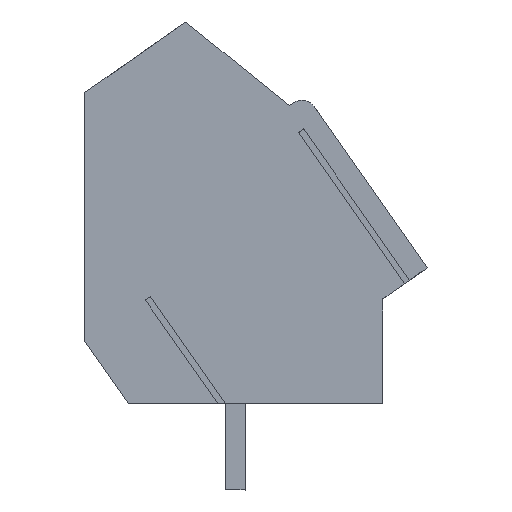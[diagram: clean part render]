
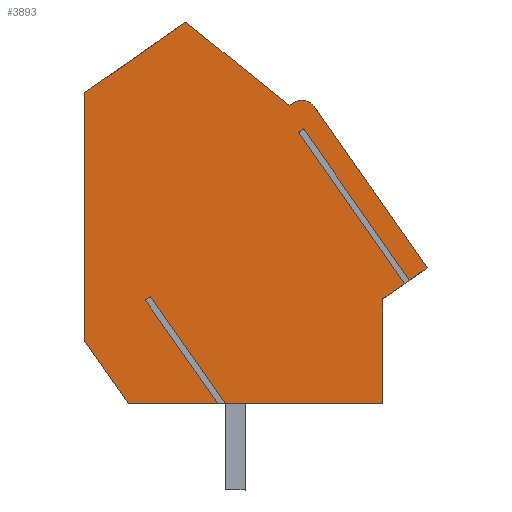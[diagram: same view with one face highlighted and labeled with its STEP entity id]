
A CAD part, left-side view. The second image highlights one B-rep face of the part: STEP entity #3893.
In plain terms, the highlighted planar face has unit normal (-1, 0, 0).
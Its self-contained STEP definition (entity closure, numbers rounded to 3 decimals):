
#2472=AXIS2_PLACEMENT_3D('Circle Axis2P3D',#2470,#2471,$) ;
#3833=AXIS2_PLACEMENT_3D('Plane Axis2P3D',#3830,#3831,#3832) ;
#2118=CARTESIAN_POINT('Vertex',(0.,1.8,3.5)) ;
#2121=CARTESIAN_POINT('Line Origine',(0.,4.996,3.5)) ;
#2125=CARTESIAN_POINT('Vertex',(0.,8.192,3.5)) ;
#2146=CARTESIAN_POINT('Vertex',(0.,8.496,3.5)) ;
#2149=CARTESIAN_POINT('Line Origine',(0.,10.312,3.5)) ;
#2153=CARTESIAN_POINT('Vertex',(0.,12.128,3.5)) ;
#2241=CARTESIAN_POINT('Line Origine',(0.,13.014,4.765)) ;
#2245=CARTESIAN_POINT('Vertex',(0.,13.9,6.03)) ;
#2266=CARTESIAN_POINT('Line Origine',(0.,13.9,11.081)) ;
#2270=CARTESIAN_POINT('Vertex',(0.,13.9,16.132)) ;
#2359=CARTESIAN_POINT('Line Origine',(0.,11.852,17.566)) ;
#2363=CARTESIAN_POINT('Vertex',(0.,9.804,19.)) ;
#2420=CARTESIAN_POINT('Line Origine',(0.,7.696,17.302)) ;
#2424=CARTESIAN_POINT('Vertex',(0.,5.588,15.604)) ;
#2445=CARTESIAN_POINT('Line Origine',(0.,5.506,15.662)) ;
#2449=CARTESIAN_POINT('Vertex',(0.,5.424,15.719)) ;
#2470=CARTESIAN_POINT('Axis2P3D Location',(0.,5.08,15.227)) ;
#2474=CARTESIAN_POINT('Vertex',(0.,4.589,15.572)) ;
#2495=CARTESIAN_POINT('Line Origine',(0.,2.294,12.295)) ;
#2499=CARTESIAN_POINT('Vertex',(0.,0.,9.018)) ;
#2588=CARTESIAN_POINT('Line Origine',(0.,0.358,8.767)) ;
#2592=CARTESIAN_POINT('Vertex',(0.,0.717,8.516)) ;
#2613=CARTESIAN_POINT('Vertex',(0.,0.921,8.373)) ;
#2616=CARTESIAN_POINT('Line Origine',(0.,1.361,8.066)) ;
#2620=CARTESIAN_POINT('Vertex',(0.,1.8,7.758)) ;
#3817=CARTESIAN_POINT('Line Origine',(0.,1.8,5.629)) ;
#3830=CARTESIAN_POINT('Axis2P3D Location',(0.,13.9,0.)) ;
#3835=CARTESIAN_POINT('Line Origine',(0.,9.972,5.608)) ;
#3839=CARTESIAN_POINT('Vertex',(0.,11.448,7.716)) ;
#3842=CARTESIAN_POINT('Line Origine',(0.,11.346,7.788)) ;
#3846=CARTESIAN_POINT('Vertex',(0.,11.244,7.859)) ;
#3849=CARTESIAN_POINT('Line Origine',(0.,9.718,5.68)) ;
#3854=CARTESIAN_POINT('Line Origine',(0.,3.072,11.445)) ;
#3858=CARTESIAN_POINT('Vertex',(0.,5.223,14.517)) ;
#3861=CARTESIAN_POINT('Line Origine',(0.,5.121,14.588)) ;
#3865=CARTESIAN_POINT('Vertex',(0.,5.019,14.66)) ;
#3868=CARTESIAN_POINT('Line Origine',(0.,2.868,11.588)) ;
#2122=DIRECTION('Vector Direction',(0.,1.,0.)) ;
#2150=DIRECTION('Vector Direction',(0.,1.,0.)) ;
#2242=DIRECTION('Vector Direction',(0.,0.574,0.819)) ;
#2267=DIRECTION('Vector Direction',(0.,0.,1.)) ;
#2360=DIRECTION('Vector Direction',(0.,-0.819,0.574)) ;
#2421=DIRECTION('Vector Direction',(0.,-0.779,-0.627)) ;
#2446=DIRECTION('Vector Direction',(0.,-0.819,0.574)) ;
#2471=DIRECTION('Axis2P3D Direction',(-1.,0.,0.)) ;
#2496=DIRECTION('Vector Direction',(0.,-0.574,-0.819)) ;
#2589=DIRECTION('Vector Direction',(0.,0.819,-0.574)) ;
#2617=DIRECTION('Vector Direction',(0.,0.819,-0.574)) ;
#3818=DIRECTION('Vector Direction',(0.,0.,-1.)) ;
#3831=DIRECTION('Axis2P3D Direction',(-1.,0.,0.)) ;
#3832=DIRECTION('Axis2P3D XDirection',(0.,-1.,0.)) ;
#3836=DIRECTION('Vector Direction',(0.,-0.574,-0.819)) ;
#3843=DIRECTION('Vector Direction',(0.,0.819,-0.574)) ;
#3850=DIRECTION('Vector Direction',(0.,-0.574,-0.819)) ;
#3855=DIRECTION('Vector Direction',(0.,-0.574,-0.819)) ;
#3862=DIRECTION('Vector Direction',(0.,0.819,-0.574)) ;
#3869=DIRECTION('Vector Direction',(0.,-0.574,-0.819)) ;
#2123=VECTOR('Line Direction',#2122,1.) ;
#2151=VECTOR('Line Direction',#2150,1.) ;
#2243=VECTOR('Line Direction',#2242,1.) ;
#2268=VECTOR('Line Direction',#2267,1.) ;
#2361=VECTOR('Line Direction',#2360,1.) ;
#2422=VECTOR('Line Direction',#2421,1.) ;
#2447=VECTOR('Line Direction',#2446,1.) ;
#2497=VECTOR('Line Direction',#2496,1.) ;
#2590=VECTOR('Line Direction',#2589,1.) ;
#2618=VECTOR('Line Direction',#2617,1.) ;
#3819=VECTOR('Line Direction',#3818,1.) ;
#3837=VECTOR('Line Direction',#3836,1.) ;
#3844=VECTOR('Line Direction',#3843,1.) ;
#3851=VECTOR('Line Direction',#3850,1.) ;
#3856=VECTOR('Line Direction',#3855,1.) ;
#3863=VECTOR('Line Direction',#3862,1.) ;
#3870=VECTOR('Line Direction',#3869,1.) ;
#3874=ORIENTED_EDGE('',*,*,#2594,.T.) ;
#3875=ORIENTED_EDGE('',*,*,#2501,.T.) ;
#3876=ORIENTED_EDGE('',*,*,#2476,.T.) ;
#3877=ORIENTED_EDGE('',*,*,#2451,.T.) ;
#3878=ORIENTED_EDGE('',*,*,#2426,.T.) ;
#3879=ORIENTED_EDGE('',*,*,#2365,.T.) ;
#3880=ORIENTED_EDGE('',*,*,#2272,.T.) ;
#3881=ORIENTED_EDGE('',*,*,#2247,.T.) ;
#3882=ORIENTED_EDGE('',*,*,#2155,.T.) ;
#3883=ORIENTED_EDGE('',*,*,#3841,.F.) ;
#3884=ORIENTED_EDGE('',*,*,#3848,.F.) ;
#3885=ORIENTED_EDGE('',*,*,#3853,.T.) ;
#3886=ORIENTED_EDGE('',*,*,#2127,.T.) ;
#3887=ORIENTED_EDGE('',*,*,#3821,.T.) ;
#3888=ORIENTED_EDGE('',*,*,#2622,.T.) ;
#3889=ORIENTED_EDGE('',*,*,#3860,.F.) ;
#3890=ORIENTED_EDGE('',*,*,#3867,.F.) ;
#3891=ORIENTED_EDGE('',*,*,#3872,.T.) ;
#3893=ADVANCED_FACE('HOUSING',(#3892),#3834,.T.) ;
#2473=CIRCLE('generated circle',#2472,0.6) ;
#2127=EDGE_CURVE('',#2126,#2119,#2124,.F.) ;
#2155=EDGE_CURVE('',#2154,#2147,#2152,.F.) ;
#2247=EDGE_CURVE('',#2246,#2154,#2244,.F.) ;
#2272=EDGE_CURVE('',#2271,#2246,#2269,.F.) ;
#2365=EDGE_CURVE('',#2364,#2271,#2362,.F.) ;
#2426=EDGE_CURVE('',#2425,#2364,#2423,.F.) ;
#2451=EDGE_CURVE('',#2450,#2425,#2448,.F.) ;
#2476=EDGE_CURVE('',#2475,#2450,#2473,.T.) ;
#2501=EDGE_CURVE('',#2500,#2475,#2498,.F.) ;
#2594=EDGE_CURVE('',#2593,#2500,#2591,.F.) ;
#2622=EDGE_CURVE('',#2621,#2614,#2619,.F.) ;
#3821=EDGE_CURVE('',#2119,#2621,#3820,.F.) ;
#3841=EDGE_CURVE('',#3840,#2147,#3838,.T.) ;
#3848=EDGE_CURVE('',#3847,#3840,#3845,.T.) ;
#3853=EDGE_CURVE('',#3847,#2126,#3852,.T.) ;
#3860=EDGE_CURVE('',#3859,#2614,#3857,.T.) ;
#3867=EDGE_CURVE('',#3866,#3859,#3864,.T.) ;
#3872=EDGE_CURVE('',#3866,#2593,#3871,.T.) ;
#3873=EDGE_LOOP('',(#3874,#3875,#3876,#3877,#3878,#3879,#3880,#3881,#3882,#3883,#3884,#3885,#3886,#3887,#3888,#3889,#3890,#3891)) ;
#3892=FACE_OUTER_BOUND('',#3873,.T.) ;
#2124=LINE('Line',#2121,#2123) ;
#2152=LINE('Line',#2149,#2151) ;
#2244=LINE('Line',#2241,#2243) ;
#2269=LINE('Line',#2266,#2268) ;
#2362=LINE('Line',#2359,#2361) ;
#2423=LINE('Line',#2420,#2422) ;
#2448=LINE('Line',#2445,#2447) ;
#2498=LINE('Line',#2495,#2497) ;
#2591=LINE('Line',#2588,#2590) ;
#2619=LINE('Line',#2616,#2618) ;
#3820=LINE('Line',#3817,#3819) ;
#3838=LINE('Line',#3835,#3837) ;
#3845=LINE('Line',#3842,#3844) ;
#3852=LINE('Line',#3849,#3851) ;
#3857=LINE('Line',#3854,#3856) ;
#3864=LINE('Line',#3861,#3863) ;
#3871=LINE('Line',#3868,#3870) ;
#3834=PLANE('',#3833) ;
#2119=VERTEX_POINT('',#2118) ;
#2126=VERTEX_POINT('',#2125) ;
#2147=VERTEX_POINT('',#2146) ;
#2154=VERTEX_POINT('',#2153) ;
#2246=VERTEX_POINT('',#2245) ;
#2271=VERTEX_POINT('',#2270) ;
#2364=VERTEX_POINT('',#2363) ;
#2425=VERTEX_POINT('',#2424) ;
#2450=VERTEX_POINT('',#2449) ;
#2475=VERTEX_POINT('',#2474) ;
#2500=VERTEX_POINT('',#2499) ;
#2593=VERTEX_POINT('',#2592) ;
#2614=VERTEX_POINT('',#2613) ;
#2621=VERTEX_POINT('',#2620) ;
#3840=VERTEX_POINT('',#3839) ;
#3847=VERTEX_POINT('',#3846) ;
#3859=VERTEX_POINT('',#3858) ;
#3866=VERTEX_POINT('',#3865) ;
